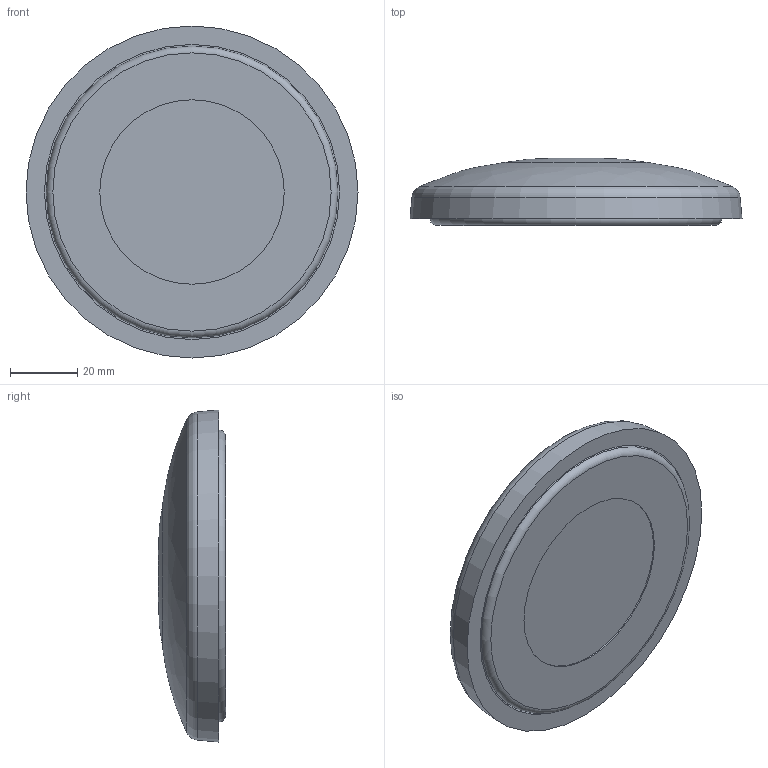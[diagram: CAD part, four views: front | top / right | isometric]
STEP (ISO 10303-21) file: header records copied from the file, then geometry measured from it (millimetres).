
FILE_DESCRIPTION(('FreeCAD Model'),'2;1');
FILE_NAME('Open CASCADE Shape Model','2024-03-20T10:53:10',(''),(''), 'Open CASCADE STEP processor 7.6','FreeCAD','Unknown');
FILE_SCHEMA(('AUTOMOTIVE_DESIGN { 1 0 10303 214 1 1 1 1 }'));
Length unit declared in the file: millimetre
Products named in the file (1): STI8-PM100
Bounding box: 99 x 20 x 99 mm (x, y, z)
Volume: 113220.9 mm3; surface area: 21941.7 mm2
Topology: 1 solids, 2 shells, 19 faces, 33 edges, 20 vertices
Faces by surface type: plane 6, cylinder 5, cone 3, torus 2, revolution 2, sphere 1
Full cylindrical faces by diameter (mm): 14.8 x1, 15 x1, 55 x1, 87 x1, 88 x1
Entity records: 985 total; most frequent: CARTESIAN_POINT 289, DIRECTION 129, ORIENTED_EDGE 64, PCURVE 64, DEFINITIONAL_REPRESENTATION 64, LINE 51, VECTOR 51, AXIS2_PLACEMENT_3D 37
